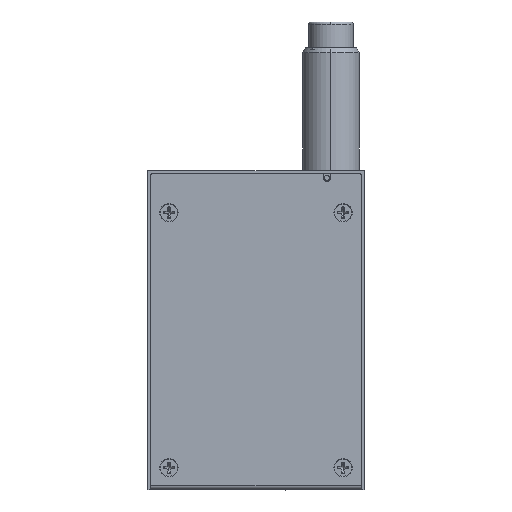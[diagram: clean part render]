
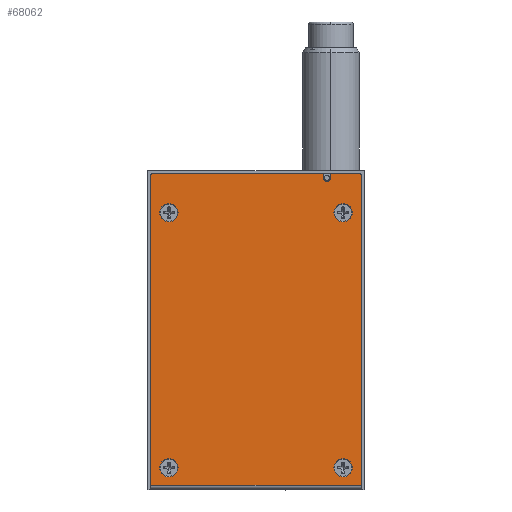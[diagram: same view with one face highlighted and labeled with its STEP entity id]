
A CAD part, top view. The second image highlights one B-rep face of the part: STEP entity #68062.
In plain terms, the highlighted planar face has unit normal (0, 0, 1).
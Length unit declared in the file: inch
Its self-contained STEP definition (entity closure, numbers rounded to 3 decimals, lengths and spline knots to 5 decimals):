
#31302=CARTESIAN_POINT('',(3.5725,2.1575,0.994));
#31303=VERTEX_POINT('',#31302);
#31319=CARTESIAN_POINT('',(3.5725,2.3825,0.994));
#31320=VERTEX_POINT('',#31319);
#31327=CARTESIAN_POINT('',(3.5725,2.27,0.994));
#31328=DIRECTION('',(0.0,0.0,-1.0));
#31329=DIRECTION('',(0.0,-1.0,0.0));
#31330=AXIS2_PLACEMENT_3D('',#31327,#31328,#31329);
#31331=CIRCLE('',#31330,0.1125);
#31332=EDGE_CURVE('',#31303,#31320,#31331,.T.);
#31365=CARTESIAN_POINT('',(5.7225,5.3075,0.994));
#31366=VERTEX_POINT('',#31365);
#31382=CARTESIAN_POINT('',(5.7225,5.5325,0.994));
#31383=VERTEX_POINT('',#31382);
#31390=CARTESIAN_POINT('',(5.7225,5.42,0.994));
#31391=DIRECTION('',(0.0,0.0,-1.0));
#31392=DIRECTION('',(0.0,-1.0,0.0));
#31393=AXIS2_PLACEMENT_3D('',#31390,#31391,#31392);
#31394=CIRCLE('',#31393,0.1125);
#31395=EDGE_CURVE('',#31366,#31383,#31394,.T.);
#31428=CARTESIAN_POINT('',(3.5725,5.3075,0.994));
#31429=VERTEX_POINT('',#31428);
#31445=CARTESIAN_POINT('',(3.5725,5.5325,0.994));
#31446=VERTEX_POINT('',#31445);
#31453=CARTESIAN_POINT('',(3.5725,5.42,0.994));
#31454=DIRECTION('',(0.0,0.0,-1.0));
#31455=DIRECTION('',(0.0,-1.0,0.0));
#31456=AXIS2_PLACEMENT_3D('',#31453,#31454,#31455);
#31457=CIRCLE('',#31456,0.1125);
#31458=EDGE_CURVE('',#31429,#31446,#31457,.T.);
#31491=CARTESIAN_POINT('',(5.7225,2.1575,0.994));
#31492=VERTEX_POINT('',#31491);
#31508=CARTESIAN_POINT('',(5.7225,2.3825,0.994));
#31509=VERTEX_POINT('',#31508);
#31516=CARTESIAN_POINT('',(5.7225,2.27,0.994));
#31517=DIRECTION('',(0.0,0.0,-1.0));
#31518=DIRECTION('',(0.0,-1.0,0.0));
#31519=AXIS2_PLACEMENT_3D('',#31516,#31517,#31518);
#31520=CIRCLE('',#31519,0.1125);
#31521=EDGE_CURVE('',#31492,#31509,#31520,.T.);
#53454=CARTESIAN_POINT('',(3.3475,5.89071,0.994));
#53455=VERTEX_POINT('',#53454);
#53493=CARTESIAN_POINT('',(3.3475,2.055,0.994));
#53494=VERTEX_POINT('',#53493);
#53502=CARTESIAN_POINT('',(3.3475,5.89071,0.994));
#53503=DIRECTION('',(0.0,-1.0,0.0));
#53504=VECTOR('',#53503,3.83571);
#53505=LINE('',#53502,#53504);
#53506=EDGE_CURVE('',#53455,#53494,#53505,.T.);
#53518=CARTESIAN_POINT('',(5.93821,5.9,0.994));
#53519=VERTEX_POINT('',#53518);
#53534=CARTESIAN_POINT('',(5.567,5.9,0.994));
#53535=VERTEX_POINT('',#53534);
#53542=CARTESIAN_POINT('',(5.93821,5.9,0.994));
#53543=DIRECTION('',(-1.0,0.0,0.0));
#53544=VECTOR('',#53543,0.37121);
#53545=LINE('',#53542,#53544);
#53546=EDGE_CURVE('',#53519,#53535,#53545,.T.);
#67772=CARTESIAN_POINT('',(5.7225,2.27,0.994));
#67773=DIRECTION('',(0.0,0.0,-1.0));
#67774=DIRECTION('',(0.0,-1.0,0.0));
#67775=AXIS2_PLACEMENT_3D('',#67772,#67773,#67774);
#67776=CIRCLE('',#67775,0.1125);
#67777=EDGE_CURVE('',#31509,#31492,#67776,.T.);
#67811=CARTESIAN_POINT('',(3.5725,5.42,0.994));
#67812=DIRECTION('',(0.0,0.0,-1.0));
#67813=DIRECTION('',(0.0,-1.0,0.0));
#67814=AXIS2_PLACEMENT_3D('',#67811,#67812,#67813);
#67815=CIRCLE('',#67814,0.1125);
#67816=EDGE_CURVE('',#31446,#31429,#67815,.T.);
#67850=CARTESIAN_POINT('',(5.7225,5.42,0.994));
#67851=DIRECTION('',(0.0,0.0,-1.0));
#67852=DIRECTION('',(0.0,-1.0,0.0));
#67853=AXIS2_PLACEMENT_3D('',#67850,#67851,#67852);
#67854=CIRCLE('',#67853,0.1125);
#67855=EDGE_CURVE('',#31383,#31366,#67854,.T.);
#67889=CARTESIAN_POINT('',(3.5725,2.27,0.994));
#67890=DIRECTION('',(0.0,0.0,-1.0));
#67891=DIRECTION('',(0.0,-1.0,0.0));
#67892=AXIS2_PLACEMENT_3D('',#67889,#67890,#67891);
#67893=CIRCLE('',#67892,0.1125);
#67894=EDGE_CURVE('',#31320,#31303,#67893,.T.);
#67916=CARTESIAN_POINT('',(5.478,5.9,0.994));
#67917=VERTEX_POINT('',#67916);
#67924=CARTESIAN_POINT('',(5.478,5.85,0.994));
#67925=VERTEX_POINT('',#67924);
#67926=CARTESIAN_POINT('',(5.478,5.85,0.994));
#67927=DIRECTION('',(0.0,1.0,0.0));
#67928=VECTOR('',#67927,0.05);
#67929=LINE('',#67926,#67928);
#67930=EDGE_CURVE('',#67925,#67917,#67929,.T.);
#67956=CARTESIAN_POINT('',(5.567,5.85,0.994));
#67957=VERTEX_POINT('',#67956);
#67958=CARTESIAN_POINT('',(5.5225,5.85,0.994));
#67959=DIRECTION('',(0.0,0.0,-1.0));
#67960=DIRECTION('',(-1.0,0.0,0.0));
#67961=AXIS2_PLACEMENT_3D('',#67958,#67959,#67960);
#67962=CIRCLE('',#67961,0.0445);
#67963=EDGE_CURVE('',#67957,#67925,#67962,.T.);
#67986=CARTESIAN_POINT('',(5.567,5.9,0.994));
#67987=DIRECTION('',(0.0,-1.0,0.0));
#67988=VECTOR('',#67987,0.05);
#67989=LINE('',#67986,#67988);
#67990=EDGE_CURVE('',#53535,#67957,#67989,.T.);
#67996=CARTESIAN_POINT('',(5.9475,5.9,0.994));
#67997=DIRECTION('',(0.0,0.0,1.0));
#67998=DIRECTION('',(-1.0,0.0,0.0));
#67999=AXIS2_PLACEMENT_3D('',#67996,#67997,#67998);
#68000=PLANE('',#67999);
#68001=CARTESIAN_POINT('',(3.35679,5.9,0.994));
#68002=VERTEX_POINT('',#68001);
#68003=CARTESIAN_POINT('',(3.37375,5.87375,0.994));
#68004=DIRECTION('',(0.0,0.0,-1.0));
#68005=DIRECTION('',(0.0,1.0,0.0));
#68006=AXIS2_PLACEMENT_3D('',#68003,#68004,#68005);
#68007=CIRCLE('',#68006,0.03125);
#68008=EDGE_CURVE('',#53455,#68002,#68007,.T.);
#68009=ORIENTED_EDGE('',*,*,#68008,.F.);
#68010=ORIENTED_EDGE('',*,*,#53506,.T.);
#68011=CARTESIAN_POINT('',(5.9475,2.055,0.994));
#68012=VERTEX_POINT('',#68011);
#68013=CARTESIAN_POINT('',(5.9475,2.055,0.994));
#68014=DIRECTION('',(-1.0,0.0,0.0));
#68015=VECTOR('',#68014,2.6);
#68016=LINE('',#68013,#68015);
#68017=EDGE_CURVE('',#68012,#53494,#68016,.T.);
#68018=ORIENTED_EDGE('',*,*,#68017,.F.);
#68019=CARTESIAN_POINT('',(5.9475,5.89071,0.994));
#68020=VERTEX_POINT('',#68019);
#68021=CARTESIAN_POINT('',(5.9475,5.89071,0.994));
#68022=DIRECTION('',(0.0,-1.0,0.0));
#68023=VECTOR('',#68022,3.83571);
#68024=LINE('',#68021,#68023);
#68025=EDGE_CURVE('',#68020,#68012,#68024,.T.);
#68026=ORIENTED_EDGE('',*,*,#68025,.F.);
#68027=CARTESIAN_POINT('',(5.92125,5.87375,0.994));
#68028=DIRECTION('',(0.0,0.0,-1.0));
#68029=DIRECTION('',(1.0,0.0,0.0));
#68030=AXIS2_PLACEMENT_3D('',#68027,#68028,#68029);
#68031=CIRCLE('',#68030,0.03125);
#68032=EDGE_CURVE('',#53519,#68020,#68031,.T.);
#68033=ORIENTED_EDGE('',*,*,#68032,.F.);
#68034=ORIENTED_EDGE('',*,*,#53546,.T.);
#68035=ORIENTED_EDGE('',*,*,#67990,.T.);
#68036=ORIENTED_EDGE('',*,*,#67963,.T.);
#68037=ORIENTED_EDGE('',*,*,#67930,.T.);
#68038=CARTESIAN_POINT('',(5.478,5.9,0.994));
#68039=DIRECTION('',(-1.0,0.0,0.0));
#68040=VECTOR('',#68039,2.12121);
#68041=LINE('',#68038,#68040);
#68042=EDGE_CURVE('',#67917,#68002,#68041,.T.);
#68043=ORIENTED_EDGE('',*,*,#68042,.T.);
#68044=EDGE_LOOP('',(#68009,#68010,#68018,#68026,#68033,#68034,#68035,#68036,#68037,#68043));
#68045=FACE_OUTER_BOUND('',#68044,.T.);
#68046=ORIENTED_EDGE('',*,*,#31521,.T.);
#68047=ORIENTED_EDGE('',*,*,#67777,.T.);
#68048=EDGE_LOOP('',(#68046,#68047));
#68049=FACE_BOUND('',#68048,.T.);
#68050=ORIENTED_EDGE('',*,*,#31458,.T.);
#68051=ORIENTED_EDGE('',*,*,#67816,.T.);
#68052=EDGE_LOOP('',(#68050,#68051));
#68053=FACE_BOUND('',#68052,.T.);
#68054=ORIENTED_EDGE('',*,*,#31395,.T.);
#68055=ORIENTED_EDGE('',*,*,#67855,.T.);
#68056=EDGE_LOOP('',(#68054,#68055));
#68057=FACE_BOUND('',#68056,.T.);
#68058=ORIENTED_EDGE('',*,*,#31332,.T.);
#68059=ORIENTED_EDGE('',*,*,#67894,.T.);
#68060=EDGE_LOOP('',(#68058,#68059));
#68061=FACE_BOUND('',#68060,.T.);
#68062=ADVANCED_FACE('',(#68045,#68049,#68053,#68057,#68061),#68000,.T.);
